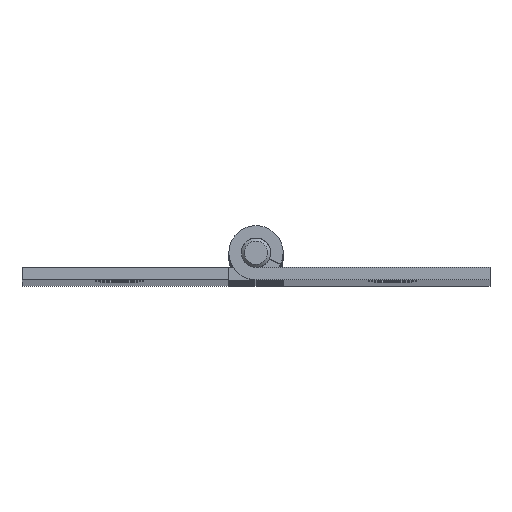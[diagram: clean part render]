
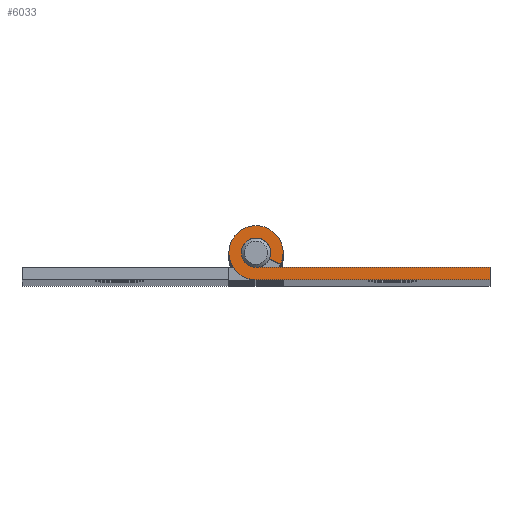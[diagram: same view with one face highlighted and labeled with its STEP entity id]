
A CAD part, top view. The second image highlights one B-rep face of the part: STEP entity #6033.
In plain terms, the highlighted planar face has unit normal (0, 0, 1).
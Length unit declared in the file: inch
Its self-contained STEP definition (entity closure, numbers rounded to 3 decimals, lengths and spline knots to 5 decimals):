
#4937=CARTESIAN_POINT('',(-0.08688,0.,24.));
#4938=VERTEX_POINT('',#4937);
#4945=CARTESIAN_POINT('',(0.07874,-0.03671,24.));
#4946=VERTEX_POINT('',#4945);
#4947=CARTESIAN_POINT('',(0.,0.,24.));
#4948=DIRECTION('',(0.,0.,1.));
#4949=DIRECTION('',(1.,0.,-0.));
#4950=AXIS2_PLACEMENT_3D('',#4947,#4948,#4949);
#4951=CIRCLE('',#4950,0.08688);
#4952=EDGE_CURVE('',#4946,#4938,#4951,.T.);
#5043=CARTESIAN_POINT('',(0.75,-0.04688,24.));
#5044=VERTEX_POINT('',#5043);
#5429=CARTESIAN_POINT('',(-0.,-0.04688,24.));
#5430=VERTEX_POINT('',#5429);
#5437=CARTESIAN_POINT('',(0.75,-0.04688,24.));
#5438=DIRECTION('',(-1.,-0.,0.));
#5439=VECTOR('',#5438,0.75);
#5440=LINE('',#5437,#5439);
#5441=EDGE_CURVE('',#5044,#5430,#5440,.T.);
#5453=CARTESIAN_POINT('',(-0.04688,-0.,24.));
#5454=VERTEX_POINT('',#5453);
#5470=CARTESIAN_POINT('',(0.04248,-0.01981,24.));
#5471=VERTEX_POINT('',#5470);
#5478=CARTESIAN_POINT('',(0.,0.,24.));
#5479=DIRECTION('',(0.,0.,-1.));
#5480=DIRECTION('',(1.,0.,0.));
#5481=AXIS2_PLACEMENT_3D('',#5478,#5479,#5480);
#5482=CIRCLE('',#5481,0.04688);
#5483=EDGE_CURVE('',#5454,#5471,#5482,.T.);
#5501=CARTESIAN_POINT('',(0.04248,-0.01981,24.));
#5502=DIRECTION('',(0.906,-0.423,0.));
#5503=VECTOR('',#5502,0.04);
#5504=LINE('',#5501,#5503);
#5505=EDGE_CURVE('',#5471,#4946,#5504,.T.);
#5599=CARTESIAN_POINT('',(0.75,-0.08688,24.));
#5600=VERTEX_POINT('',#5599);
#5607=CARTESIAN_POINT('',(0.,-0.08688,24.));
#5608=VERTEX_POINT('',#5607);
#5609=CARTESIAN_POINT('',(0.,-0.08688,24.));
#5610=DIRECTION('',(1.,0.,0.));
#5611=VECTOR('',#5610,0.75);
#5612=LINE('',#5609,#5611);
#5613=EDGE_CURVE('',#5608,#5600,#5612,.T.);
#5997=CARTESIAN_POINT('',(0.75,-0.08688,24.));
#5998=DIRECTION('',(0.,1.,0.));
#5999=VECTOR('',#5998,0.04);
#6000=LINE('',#5997,#5999);
#6001=EDGE_CURVE('',#5600,#5044,#6000,.T.);
#6006=CARTESIAN_POINT('',(0.,0.,24.));
#6007=DIRECTION('',(0.,0.,1.));
#6008=DIRECTION('',(1.,0.,0.));
#6009=AXIS2_PLACEMENT_3D('',#6006,#6007,#6008);
#6010=PLANE('',#6009);
#6011=ORIENTED_EDGE('',*,*,#5441,.T.);
#6012=CARTESIAN_POINT('',(0.,0.,24.));
#6013=DIRECTION('',(0.,0.,-1.));
#6014=DIRECTION('',(1.,0.,0.));
#6015=AXIS2_PLACEMENT_3D('',#6012,#6013,#6014);
#6016=CIRCLE('',#6015,0.04688);
#6017=EDGE_CURVE('',#5430,#5454,#6016,.T.);
#6018=ORIENTED_EDGE('',*,*,#6017,.T.);
#6019=ORIENTED_EDGE('',*,*,#5483,.T.);
#6020=ORIENTED_EDGE('',*,*,#5505,.T.);
#6021=ORIENTED_EDGE('',*,*,#4952,.T.);
#6022=CARTESIAN_POINT('',(0.,0.,24.));
#6023=DIRECTION('',(0.,0.,1.));
#6024=DIRECTION('',(1.,0.,-0.));
#6025=AXIS2_PLACEMENT_3D('',#6022,#6023,#6024);
#6026=CIRCLE('',#6025,0.08688);
#6027=EDGE_CURVE('',#4938,#5608,#6026,.T.);
#6028=ORIENTED_EDGE('',*,*,#6027,.T.);
#6029=ORIENTED_EDGE('',*,*,#5613,.T.);
#6030=ORIENTED_EDGE('',*,*,#6001,.T.);
#6031=EDGE_LOOP('',(#6011,#6018,#6019,#6020,#6021,#6028,#6029,#6030));
#6032=FACE_BOUND('',#6031,.T.);
#6033=ADVANCED_FACE('',(#6032),#6010,.T.);
